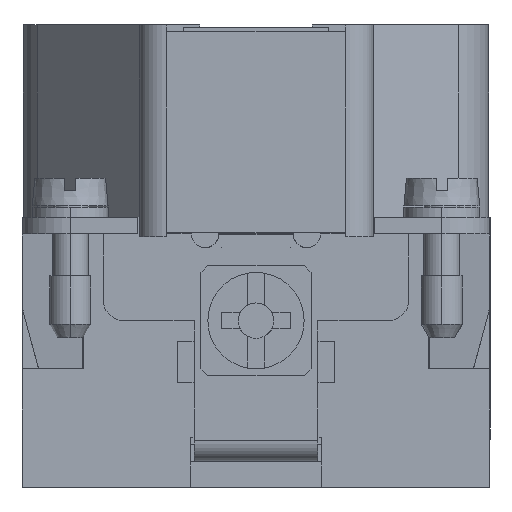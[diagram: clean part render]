
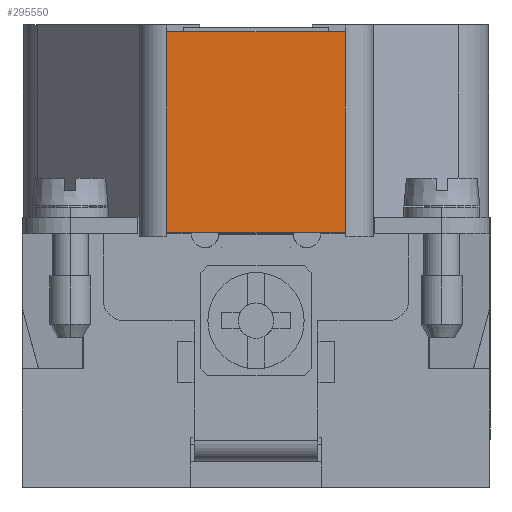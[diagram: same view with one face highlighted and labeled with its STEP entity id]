
A CAD part, left-side view. The second image highlights one B-rep face of the part: STEP entity #295550.
In plain terms, the highlighted planar face has unit normal (-1, 0, 0).
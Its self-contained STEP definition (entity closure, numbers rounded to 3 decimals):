
#243300=CARTESIAN_POINT('',(38.264,43.702,32.7));
#243310=VERTEX_POINT('',#243300);
#243540=CARTESIAN_POINT('',(38.264,43.702,18.1));
#243550=VERTEX_POINT('',#243540);
#288850=CARTESIAN_POINT('',(38.264,0.,18.1));
#288860=DIRECTION('',(0.,1.,0.));
#288870=VECTOR('',#288860,1.);
#288880=LINE('',#288850,#288870);
#288890=CARTESIAN_POINT('',(38.264,56.702,18.1));
#288900=VERTEX_POINT('',#288890);
#288910=EDGE_CURVE('',#243550,#288900,#288880,.T.);
#295270=CARTESIAN_POINT('',(38.264,58.702,19.2));
#295280=DIRECTION('',(1.,0.,0.));
#295290=DIRECTION('',(0.,1.,0.));
#295300=AXIS2_PLACEMENT_3D('',#295270,#295280,#295290);
#295310=PLANE('',#295300);
#295320=CARTESIAN_POINT('',(38.264,56.702,
0.));
#295330=DIRECTION('',(0.,0.,-1.));
#295340=VECTOR('',#295330,1.);
#295350=LINE('',#295320,#295340);
#295360=CARTESIAN_POINT('',(38.264,56.702,32.7));
#295370=VERTEX_POINT('',#295360);
#295380=EDGE_CURVE('',#295370,#288900,#295350,.T.);
#295390=ORIENTED_EDGE('',*,*,#295380,.T.);
#295400=CARTESIAN_POINT('',(38.264,0.,32.7));
#295410=DIRECTION('',(0.,-1.,0.));
#295420=VECTOR('',#295410,1.);
#295430=LINE('',#295400,#295420);
#295440=EDGE_CURVE('',#295370,#243310,#295430,.T.);
#295450=ORIENTED_EDGE('',*,*,#295440,.F.);
#295460=CARTESIAN_POINT('',(38.264,43.702,
0.));
#295470=DIRECTION('',(0.,0.,1.));
#295480=VECTOR('',#295470,1.);
#295490=LINE('',#295460,#295480);
#295500=EDGE_CURVE('',#243550,#243310,#295490,.T.);
#295510=ORIENTED_EDGE('',*,*,#295500,.T.);
#295520=ORIENTED_EDGE('',*,*,#288910,.F.);
#295530=EDGE_LOOP('',(#295520,#295510,#295450,#295390));
#295540=FACE_OUTER_BOUND('',#295530,.T.);
#295550=ADVANCED_FACE('',(#295540),#295310,.F.);
